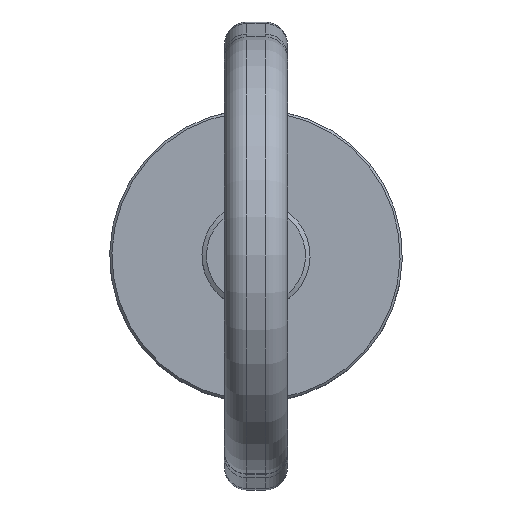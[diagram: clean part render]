
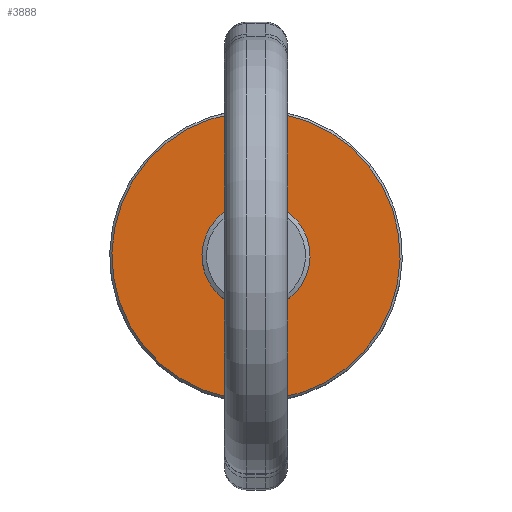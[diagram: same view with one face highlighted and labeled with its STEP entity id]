
A CAD part, top view. The second image highlights one B-rep face of the part: STEP entity #3888.
In plain terms, the highlighted planar face has unit normal (0, 0, 1).
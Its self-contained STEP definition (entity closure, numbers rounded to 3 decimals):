
#3847=CARTESIAN_POINT('Axis2P3D Location',(0.,-12.,44.5)) ;
#3852=CARTESIAN_POINT('Axis2P3D Location',(0.,0.,44.5)) ;
#3856=CARTESIAN_POINT('Vertex',(-15.342,28.083,44.5)) ;
#3858=CARTESIAN_POINT('Vertex',(15.342,-28.083,44.5)) ;
#3861=CARTESIAN_POINT('Axis2P3D Location',(0.,0.,44.5)) ;
#3870=CARTESIAN_POINT('Axis2P3D Location',(0.,0.,44.5)) ;
#3874=CARTESIAN_POINT('Vertex',(5.753,-10.531,44.5)) ;
#3876=CARTESIAN_POINT('Vertex',(-5.753,10.531,44.5)) ;
#3879=CARTESIAN_POINT('Axis2P3D Location',(0.,0.,44.5)) ;
#3848=DIRECTION('Axis2P3D Direction',(-0.,0.,1.)) ;
#3849=DIRECTION('Axis2P3D XDirection',(1.,0.,0.)) ;
#3853=DIRECTION('Axis2P3D Direction',(-0.,0.,1.)) ;
#3862=DIRECTION('Axis2P3D Direction',(-0.,0.,1.)) ;
#3871=DIRECTION('Axis2P3D Direction',(-0.,0.,1.)) ;
#3880=DIRECTION('Axis2P3D Direction',(-0.,0.,1.)) ;
#3850=AXIS2_PLACEMENT_3D('Plane Axis2P3D',#3847,#3848,#3849) ;
#3854=AXIS2_PLACEMENT_3D('Circle Axis2P3D',#3852,#3853,$) ;
#3863=AXIS2_PLACEMENT_3D('Circle Axis2P3D',#3861,#3862,$) ;
#3872=AXIS2_PLACEMENT_3D('Circle Axis2P3D',#3870,#3871,$) ;
#3881=AXIS2_PLACEMENT_3D('Circle Axis2P3D',#3879,#3880,$) ;
#3867=ORIENTED_EDGE('',*,*,#3860,.T.) ;
#3868=ORIENTED_EDGE('',*,*,#3865,.T.) ;
#3885=ORIENTED_EDGE('',*,*,#3878,.F.) ;
#3886=ORIENTED_EDGE('',*,*,#3883,.F.) ;
#3887=FACE_BOUND('',#3884,.T.) ;
#3888=ADVANCED_FACE('\X2\51434EF6672C9AD4\X0\',(#3869,#3887),#3851,.T.) ;
#3855=CIRCLE('generated circle',#3854,32.) ;
#3864=CIRCLE('generated circle',#3863,32.) ;
#3873=CIRCLE('generated circle',#3872,12.) ;
#3882=CIRCLE('generated circle',#3881,12.) ;
#3860=EDGE_CURVE('',#3857,#3859,#3855,.T.) ;
#3865=EDGE_CURVE('',#3859,#3857,#3864,.T.) ;
#3878=EDGE_CURVE('',#3875,#3877,#3873,.T.) ;
#3883=EDGE_CURVE('',#3877,#3875,#3882,.T.) ;
#3866=EDGE_LOOP('',(#3867,#3868)) ;
#3884=EDGE_LOOP('',(#3885,#3886)) ;
#3869=FACE_OUTER_BOUND('',#3866,.T.) ;
#3851=PLANE('',#3850) ;
#3857=VERTEX_POINT('',#3856) ;
#3859=VERTEX_POINT('',#3858) ;
#3875=VERTEX_POINT('',#3874) ;
#3877=VERTEX_POINT('',#3876) ;
